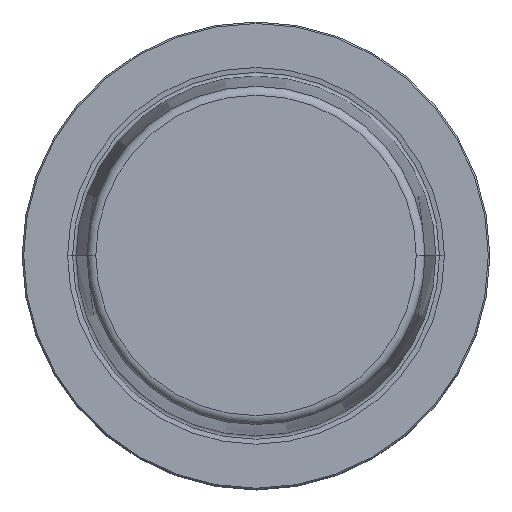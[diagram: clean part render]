
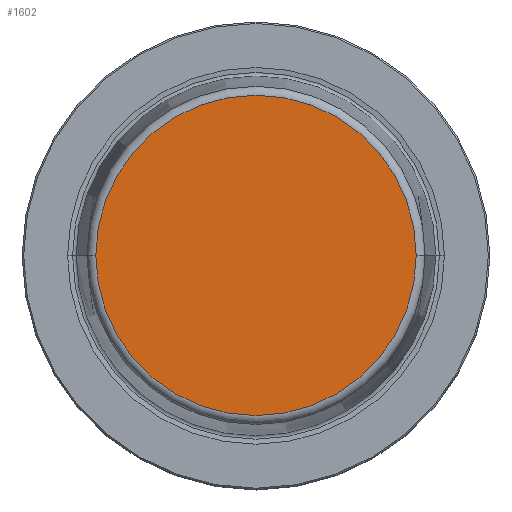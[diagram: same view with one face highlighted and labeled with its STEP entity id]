
A CAD part, top view. The second image highlights one B-rep face of the part: STEP entity #1602.
In plain terms, the highlighted planar face has unit normal (0, 0, 1).
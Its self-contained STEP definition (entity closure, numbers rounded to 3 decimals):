
#779=CARTESIAN_POINT('',(0.,0.,31.9));
#780=DIRECTION('',(0.,0.,1.));
#781=DIRECTION('',(1.,0.,0.));
#782=AXIS2_PLACEMENT_3D('',#779,#780,#781);
#787=CARTESIAN_POINT('',(0.,0.,31.9));
#788=DIRECTION('',(0.,0.,-1.));
#789=DIRECTION('',(1.,0.,0.));
#790=AXIS2_PLACEMENT_3D('',#787,#788,#789);
#1111=CARTESIAN_POINT('',(21.581,0.,31.9));
#1112=VERTEX_POINT('',#1111);
#1127=CARTESIAN_POINT('',(-21.581,0.,31.9));
#1128=VERTEX_POINT('',#1127);
#1593=CARTESIAN_POINT('',(0.,0.,31.9));
#1594=DIRECTION('',(0.,0.,-1.));
#1595=DIRECTION('',(-1.,0.,0.));
#1596=AXIS2_PLACEMENT_3D('',#1593,#1594,#1595);
#1597=PLANE('',#1596);
#1598=ORIENTED_EDGE('',*,*,#1586,.F.);
#1599=ORIENTED_EDGE('',*,*,#1575,.T.);
#1600=EDGE_LOOP('',(#1598,#1599));
#1601=FACE_OUTER_BOUND('',#1600,.F.);
#783=CIRCLE('',#782,21.581);
#791=CIRCLE('',#790,21.581);
#1575=EDGE_CURVE('',#1112,#1128,#791,.T.);
#1586=EDGE_CURVE('',#1112,#1128,#783,.T.);
#1602=ADVANCED_FACE('',(#1601),#1597,.F.);
